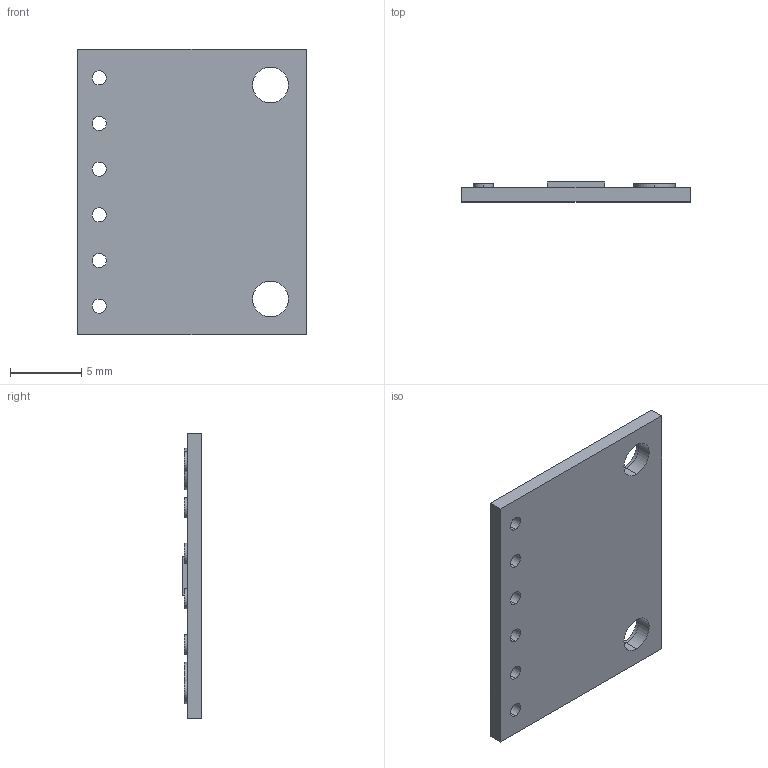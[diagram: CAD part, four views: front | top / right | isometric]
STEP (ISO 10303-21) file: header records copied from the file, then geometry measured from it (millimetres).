
FILE_DESCRIPTION (( 'STEP AP203' ), '1' );
FILE_NAME ('Gyroscope sensor_Default_sldprt.STEP', '2025-10-04T22:42:34', ( '' ), ( '' ), 'SwSTEP 2.0', 'SolidWorks 2023', '' );
FILE_SCHEMA (( 'CONFIG_CONTROL_DESIGN' ));
Length unit declared in the file: millimetre
Products named in the file (1): Gyroscope sensor_Default_sldprt
Bounding box: 16 x 1.4 x 20 mm (x, y, z)
Volume: 311.8 mm3; surface area: 780.5 mm2
Topology: 10 solids, 10 shells, 76 faces, 168 edges, 112 vertices
Faces by surface type: cylinder 48, plane 28
Entity records: 2271 total; most frequent: DIRECTION 418, CARTESIAN_POINT 357, ORIENTED_EDGE 336, AXIS2_PLACEMENT_3D 173, EDGE_CURVE 168, VERTEX_POINT 112, EDGE_LOOP 108, CIRCLE 96
